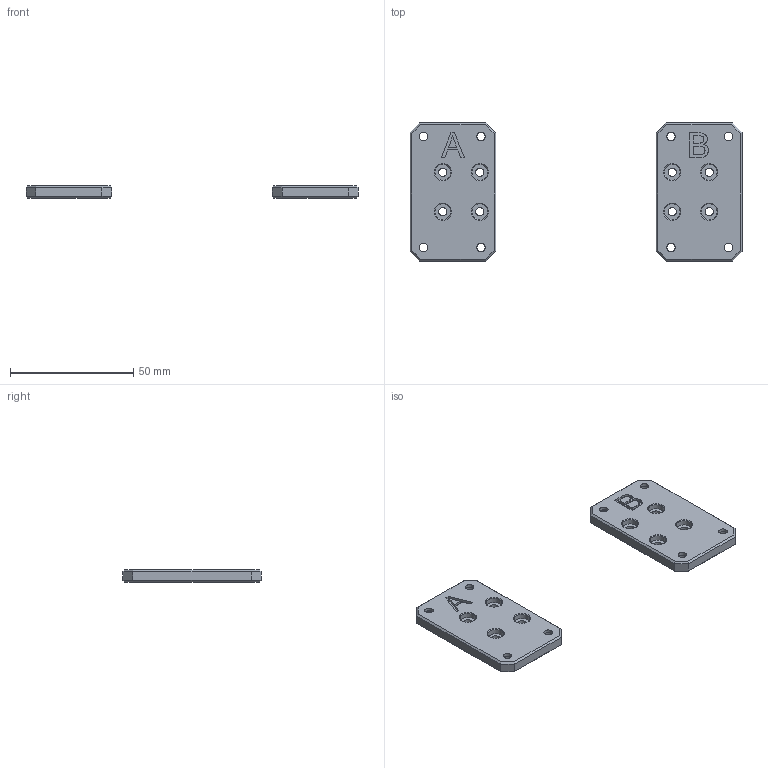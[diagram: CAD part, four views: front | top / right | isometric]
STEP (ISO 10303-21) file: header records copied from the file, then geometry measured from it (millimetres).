
FILE_DESCRIPTION(('HOOPS Exchange Step'),'2;1');
FILE_NAME('temp_export','2024-03-18T21:05:44+19:00',('DentedAF'),('Shapr3D Limited'),'HOOPS Exchange 2023.2','Shapr3D','Authorized');
FILE_SCHEMA( ('AUTOMOTIVE_DESIGN { 1 0 10303 214 1 1 1 1 }') );
Length unit declared in the file: millimetre
Products named in the file (1): root
Bounding box: 134.6 x 56 x 5 mm (x, y, z)
Volume: 17530.2 mm3; surface area: 10016.5 mm2
Topology: 2 solids, 2 shells, 160 faces, 389 edges, 254 vertices
Faces by surface type: plane 93, cylinder 32, bspline 19, cone 16
Full cylindrical faces by diameter (mm): 3.4 x16, 4.7 x8, 6.4 x8
Entity records: 4962 total; most frequent: CARTESIAN_POINT 1135, ORIENTED_EDGE 778, DIRECTION 747, EDGE_CURVE 389, AXIS2_PLACEMENT_3D 254, VERTEX_POINT 254, VECTOR 239, LINE 239
